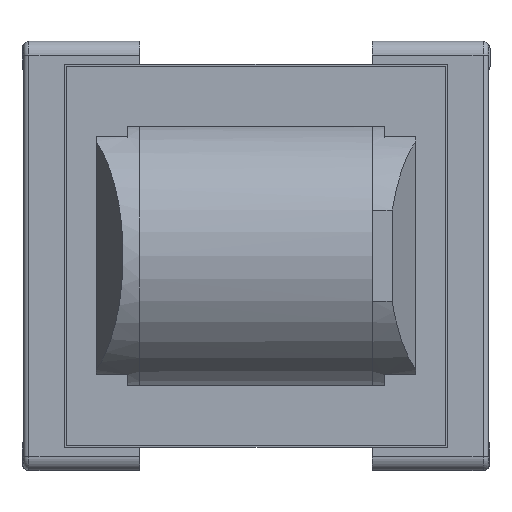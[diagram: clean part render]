
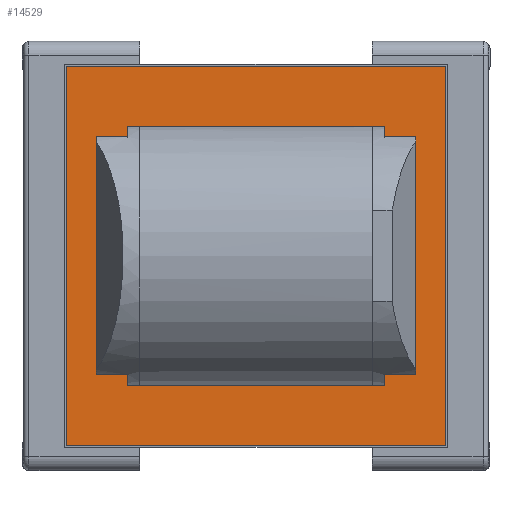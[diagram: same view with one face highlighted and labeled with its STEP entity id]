
A CAD part, top view. The second image highlights one B-rep face of the part: STEP entity #14529.
In plain terms, the highlighted face is planar.
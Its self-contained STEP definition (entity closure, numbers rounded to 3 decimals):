
#488=PLANE('',#15525);
#3867=ORIENTED_EDGE('',*,*,#5391,.F.);
#3868=ORIENTED_EDGE('',*,*,#5399,.T.);
#3869=ORIENTED_EDGE('',*,*,#5384,.F.);
#3870=ORIENTED_EDGE('',*,*,#5393,.F.);
#3871=ORIENTED_EDGE('',*,*,#5398,.T.);
#3872=ORIENTED_EDGE('',*,*,#5382,.F.);
#3873=ORIENTED_EDGE('',*,*,#5397,.F.);
#3874=ORIENTED_EDGE('',*,*,#5364,.F.);
#5364=EDGE_CURVE('',#6310,#6311,#7245,.T.);
#5382=EDGE_CURVE('',#6323,#6324,#7257,.T.);
#5384=EDGE_CURVE('',#6325,#6326,#7258,.T.);
#5391=EDGE_CURVE('',#6332,#6329,#7265,.T.);
#5393=EDGE_CURVE('',#6329,#6325,#7267,.T.);
#5397=EDGE_CURVE('',#6311,#6323,#7271,.T.);
#5398=EDGE_CURVE('',#6310,#6324,#7272,.T.);
#5399=EDGE_CURVE('',#6332,#6326,#7273,.T.);
#6310=VERTEX_POINT('',#22015);
#6311=VERTEX_POINT('',#22017);
#6323=VERTEX_POINT('',#22048);
#6324=VERTEX_POINT('',#22050);
#6325=VERTEX_POINT('',#22054);
#6326=VERTEX_POINT('',#22055);
#6329=VERTEX_POINT('',#22063);
#6332=VERTEX_POINT('',#22068);
#7245=LINE('',#22016,#8195);
#7257=LINE('',#22049,#8207);
#7258=LINE('',#22053,#8208);
#7265=LINE('',#22069,#8215);
#7267=LINE('',#22072,#8217);
#7271=LINE('',#22078,#8221);
#7272=LINE('',#22080,#8222);
#7273=LINE('',#22082,#8223);
#8195=VECTOR('',#18362,1000.);
#8207=VECTOR('',#18390,1000.);
#8208=VECTOR('',#18395,1000.);
#8215=VECTOR('',#18404,1000.);
#8217=VECTOR('',#18408,1000.);
#8221=VECTOR('',#18416,1000.);
#8222=VECTOR('',#18419,1000.);
#8223=VECTOR('',#18422,1000.);
#8876=EDGE_LOOP('',(#3867,#3868,#3869,#3870));
#8877=EDGE_LOOP('',(#3871,#3872,#3873,#3874));
#9524=FACE_BOUND('',#8876,.T.);
#9525=FACE_BOUND('',#8877,.T.);
#14529=ADVANCED_FACE('',(#9524,#9525),#488,.T.);
#15525=AXIS2_PLACEMENT_3D('',#22081,#18420,#18421);
#18362=DIRECTION('',(0.,0.,1.));
#18390=DIRECTION('',(0.,0.,-1.));
#18395=DIRECTION('',(1.,0.,0.));
#18404=DIRECTION('',(-1.,0.,0.));
#18408=DIRECTION('',(0.,0.,-1.));
#18416=DIRECTION('',(1.,0.,0.));
#18419=DIRECTION('',(1.,0.,0.));
#18420=DIRECTION('',(0.,1.,0.));
#18421=DIRECTION('',(-1.,0.,0.));
#18422=DIRECTION('',(0.,0.,-1.));
#22015=CARTESIAN_POINT('',(-33.455,23.685,-31.75));
#22016=CARTESIAN_POINT('',(-33.455,23.685,-7.85));
#22017=CARTESIAN_POINT('',(-33.455,23.685,-7.85));
#22048=CARTESIAN_POINT('',(-9.725,23.685,-7.85));
#22049=CARTESIAN_POINT('',(-9.725,23.685,-7.85));
#22050=CARTESIAN_POINT('',(-9.725,23.685,-31.75));
#22053=CARTESIAN_POINT('',(-21.59,23.685,-37.3));
#22054=CARTESIAN_POINT('',(-39.09,23.685,-37.3));
#22055=CARTESIAN_POINT('',(-4.09,23.685,-37.3));
#22063=CARTESIAN_POINT('',(-39.09,23.685,-2.3));
#22068=CARTESIAN_POINT('',(-4.09,23.685,-2.3));
#22069=CARTESIAN_POINT('',(-39.09,23.685,-2.3));
#22072=CARTESIAN_POINT('',(-39.09,23.685,-37.3));
#22078=CARTESIAN_POINT('',(-33.455,23.685,-7.85));
#22080=CARTESIAN_POINT('',(-33.455,23.685,-31.75));
#22081=CARTESIAN_POINT('',(-39.09,23.685,-2.3));
#22082=CARTESIAN_POINT('',(-4.09,23.685,-37.3));
